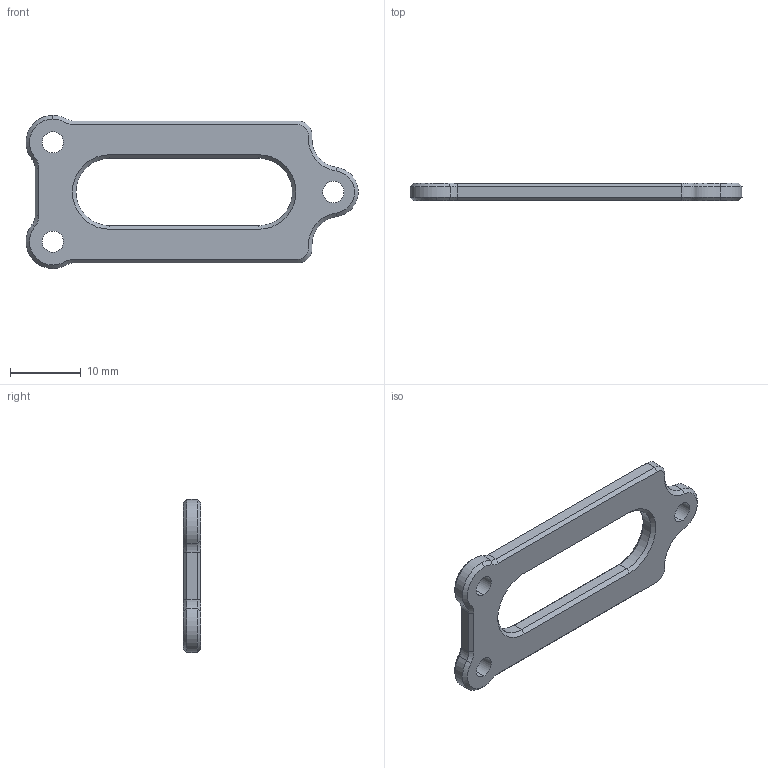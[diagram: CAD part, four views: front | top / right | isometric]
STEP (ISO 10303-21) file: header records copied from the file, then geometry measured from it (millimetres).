
FILE_DESCRIPTION (( 'STEP AP203' ), '1' );
FILE_NAME ('X-Y Belt Tensioner Top.STEP', '2020-08-20T18:37:16', ( '' ), ( '' ), 'SwSTEP 2.0', 'SolidWorks 2019', '' );
FILE_SCHEMA (( 'CONFIG_CONTROL_DESIGN' ));
Length unit declared in the file: millimetre
Products named in the file (1): X-Y Belt Tensioner Top
Bounding box: 46.78 x 2.5 x 21.58 mm (x, y, z)
Volume: 1322.6 mm3; surface area: 1544.4 mm2
Topology: 1 solids, 1 shells, 71 faces, 166 edges, 97 vertices
Faces by surface type: cone 28, plane 23, cylinder 20
Entity records: 2094 total; most frequent: DIRECTION 379, CARTESIAN_POINT 335, ORIENTED_EDGE 332, EDGE_CURVE 166, AXIS2_PLACEMENT_3D 141, VECTOR 97, VERTEX_POINT 97, LINE 97
